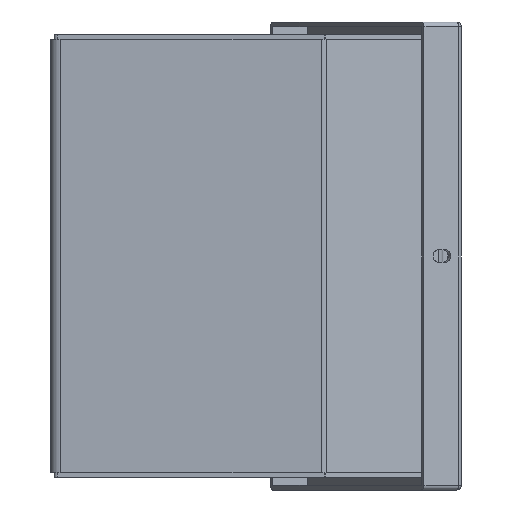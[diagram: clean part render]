
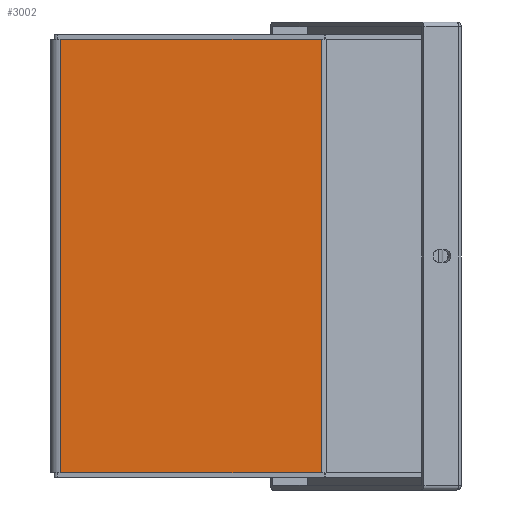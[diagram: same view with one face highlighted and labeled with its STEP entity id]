
A CAD part, left-side view. The second image highlights one B-rep face of the part: STEP entity #3002.
In plain terms, the highlighted face is planar.
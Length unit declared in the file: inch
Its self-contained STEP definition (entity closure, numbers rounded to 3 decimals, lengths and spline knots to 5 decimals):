
#199 = CARTESIAN_POINT ( 'NONE',  ( 0., 0., -3.53 ) ) ;
#387 = VERTEX_POINT ( 'NONE', #199 ) ;
#627 = EDGE_CURVE ( 'NONE', #31072, #387, #15527, .T. ) ;
#768 = EDGE_CURVE ( 'NONE', #2759, #387, #10381, .T. ) ;
#1920 = CARTESIAN_POINT ( 'NONE',  ( -5.38, 3.23966, -3.53 ) ) ;
#2759 = VERTEX_POINT ( 'NONE', #30785 ) ;
#3002 = ADVANCED_FACE ( 'NONE', ( #21882 ), #19654, .T. ) ;
#6149 = DIRECTION ( 'NONE',  ( 1., 0., 0. ) ) ;
#8171 = DIRECTION ( 'NONE',  ( -1., 0., 0. ) ) ;
#8656 = LINE ( 'NONE', #18384, #24704 ) ;
#9775 = DIRECTION ( 'NONE',  ( 0., 0., -1. ) ) ;
#10381 = LINE ( 'NONE', #19938, #17052 ) ;
#10449 = VECTOR ( 'NONE', #30055, 39.37008 ) ;
#13226 = LINE ( 'NONE', #18310, #10449 ) ;
#14244 = AXIS2_PLACEMENT_3D ( 'NONE', #21576, #9775, #19488 ) ;
#15527 = LINE ( 'NONE', #23206, #29164 ) ;
#17052 = VECTOR ( 'NONE', #29577, 39.37008 ) ;
#17975 = CARTESIAN_POINT ( 'NONE',  ( -5.38, 0., -3.53 ) ) ;
#18310 = CARTESIAN_POINT ( 'NONE',  ( -5.38, 0., -3.53 ) ) ;
#18384 = CARTESIAN_POINT ( 'NONE',  ( 0., 3.23966, -3.53 ) ) ;
#19488 = DIRECTION ( 'NONE',  ( 0., 1., 0. ) ) ;
#19654 = PLANE ( 'NONE',  #14244 ) ;
#19938 = CARTESIAN_POINT ( 'NONE',  ( 0., 3.23966, -3.53 ) ) ;
#20961 = ORIENTED_EDGE ( 'NONE', *, *, #26810, .F. ) ;
#21070 = EDGE_LOOP ( 'NONE', ( #21387, #20961, #26601, #31113 ) ) ;
#21387 = ORIENTED_EDGE ( 'NONE', *, *, #22344, .T. ) ;
#21576 = CARTESIAN_POINT ( 'NONE',  ( -5.44, -0.12, -3.53 ) ) ;
#21882 = FACE_OUTER_BOUND ( 'NONE', #21070, .T. ) ;
#22344 = EDGE_CURVE ( 'NONE', #31072, #26223, #13226, .T. ) ;
#23206 = CARTESIAN_POINT ( 'NONE',  ( -5.38, 0., -3.53 ) ) ;
#24704 = VECTOR ( 'NONE', #8171, 39.37008 ) ;
#26223 = VERTEX_POINT ( 'NONE', #1920 ) ;
#26601 = ORIENTED_EDGE ( 'NONE', *, *, #768, .T. ) ;
#26810 = EDGE_CURVE ( 'NONE', #2759, #26223, #8656, .T. ) ;
#29164 = VECTOR ( 'NONE', #6149, 39.37008 ) ;
#29577 = DIRECTION ( 'NONE',  ( 0., -1., 0. ) ) ;
#30055 = DIRECTION ( 'NONE',  ( 0., 1., 0. ) ) ;
#30785 = CARTESIAN_POINT ( 'NONE',  ( 0., 3.23966, -3.53 ) ) ;
#31072 = VERTEX_POINT ( 'NONE', #17975 ) ;
#31113 = ORIENTED_EDGE ( 'NONE', *, *, #627, .F. ) ;
